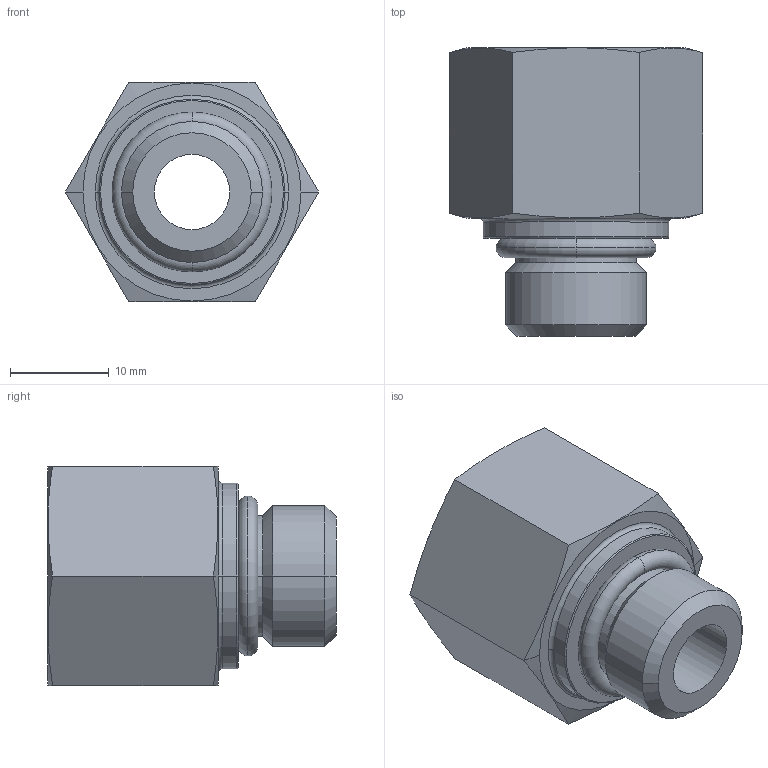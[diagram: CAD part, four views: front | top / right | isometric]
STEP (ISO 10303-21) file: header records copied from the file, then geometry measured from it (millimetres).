
FILE_DESCRIPTION((''),'2;1');
FILE_NAME('ILC30801466','2017-12-11T',('jdw'),(''),'PRO/ENGINEER BY PARAMETRIC TECHNOLOGY CORPORATION, 2013320','PRO/ENGINEER BY PARAMETRIC TECHNOLOGY CORPORATION, 2013320','');
FILE_SCHEMA(('AUTOMOTIVE_DESIGN { 1 0 10303 214 1 1 1 1 }'));
Length unit declared in the file: inch
Products named in the file (1): ILC30801466
Bounding box: 25.66 x 29.21 x 22.23 mm (x, y, z)
Volume: 6047.2 mm3; surface area: 4552.5 mm2
Topology: 2 solids, 3 shells, 43 faces, 94 edges, 56 vertices
Faces by surface type: cylinder 12, cone 12, plane 11, torus 8
Entity records: 1758 total; most frequent: CARTESIAN_POINT 303, DIRECTION 222, ORIENTED_EDGE 184, COLOUR_RGB 106, PRESENTATION_STYLE_ASSIGNMENT 101, STYLED_ITEM 97, AXIS2_PLACEMENT_3D 96, CURVE_STYLE 94
